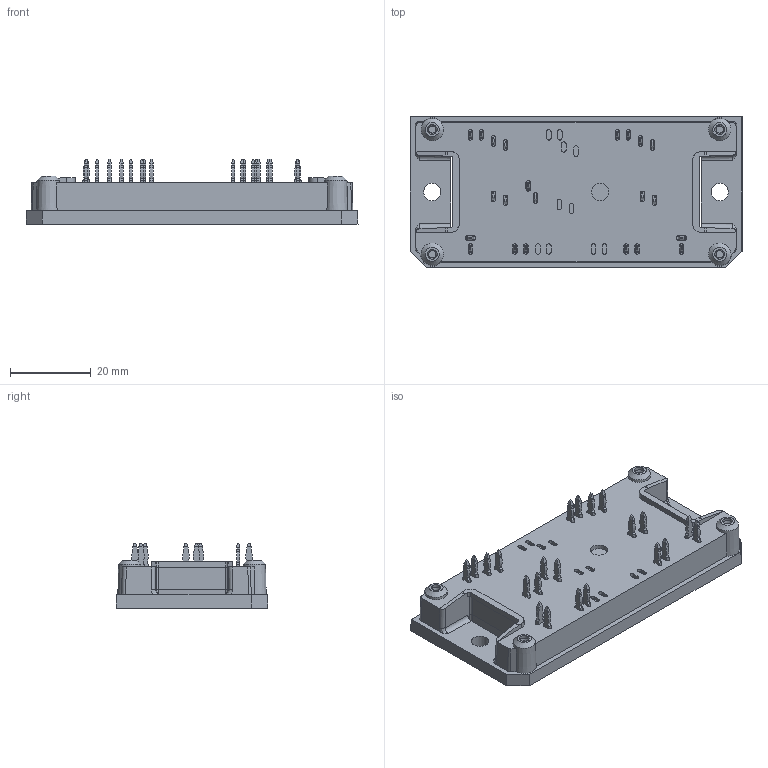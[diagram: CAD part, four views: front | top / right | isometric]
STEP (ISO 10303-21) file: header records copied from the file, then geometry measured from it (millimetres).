
FILE_DESCRIPTION(/* description */ ('Unknown'),/* implementation_level */ '2;1');
FILE_NAME(/* name */ 'Flow1-4T12Y-L220(230)-01-OL',/* time_stamp */ '2018-06-27T16:01:00+02:00',/* author */ ('Unknown'),/* organization */ ('Unknown'),/* preprocessor_version */ 'ST-DEVELOPER v16.7',/* originating_system */ 'DEX',/* authorisation */ $);
FILE_SCHEMA (('AUTOMOTIVE_DESIGN {1 0 10303 214 3 1 1}'));
Length unit declared in the file: millimetre
Products named in the file (1): Flow1-4T12Y-L220-01-OL
Bounding box: 82 x 37.4 x 16.23 mm (x, y, z)
Volume: 25828.8 mm3; surface area: 11280.8 mm2
Topology: 1 solids, 1 shells, 801 faces, 2158 edges, 1419 vertices
Faces by surface type: plane 512, cylinder 249, cone 36, bspline 4
Full cylindrical faces by diameter (mm): 2.4 x4, 4.3 x3
Entity records: 30471 total; most frequent: CARTESIAN_POINT 4418, DIRECTION 4256, ORIENTED_EDGE 4236, EDGE_CURVE 2118, LINE 1552, VECTOR 1552, VERTEX_POINT 1402, AXIS2_PLACEMENT_3D 1352
